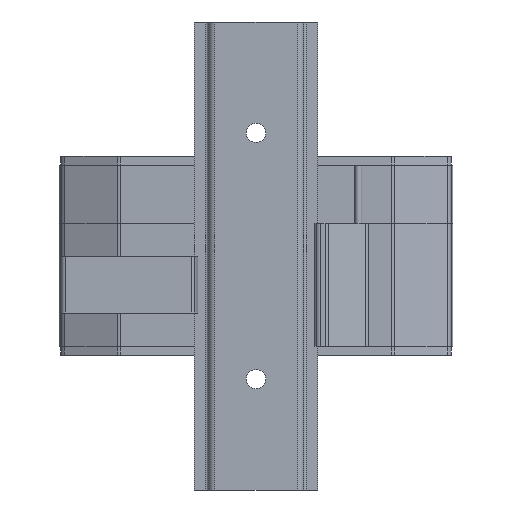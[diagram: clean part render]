
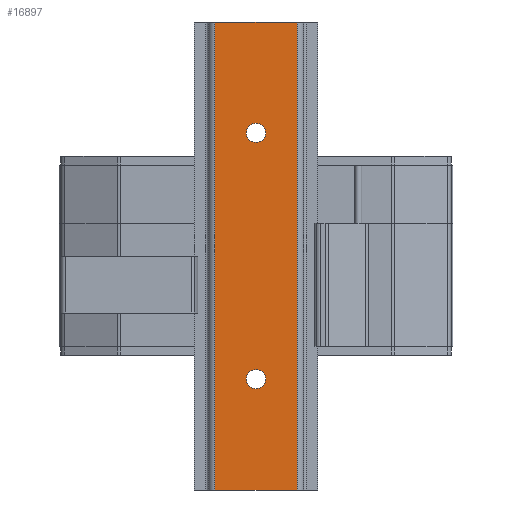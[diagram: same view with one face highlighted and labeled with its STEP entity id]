
A CAD part, front view. The second image highlights one B-rep face of the part: STEP entity #16897.
In plain terms, the highlighted planar face has unit normal (0, -1, 0).
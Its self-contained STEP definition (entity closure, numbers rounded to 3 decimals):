
#298 = AXIS2_PLACEMENT_3D ( 'NONE', #35046, #41590, #22095 ) ;
#1036 = VERTEX_POINT ( 'NONE', #16674 ) ;
#1060 = ORIENTED_EDGE ( 'NONE', *, *, #34720, .T. ) ;
#2718 = EDGE_LOOP ( 'NONE', ( #27341, #32781, #15304, #13674 ) ) ;
#2993 = DIRECTION ( 'NONE',  ( 0., 1., 0. ) ) ;
#3285 = CARTESIAN_POINT ( 'NONE',  ( 11.7, 0., 66.5 ) ) ;
#3602 = VERTEX_POINT ( 'NONE', #32457 ) ;
#4898 = EDGE_CURVE ( 'NONE', #1036, #25331, #18892, .T. ) ;
#5660 = VERTEX_POINT ( 'NONE', #38142 ) ;
#8405 = VECTOR ( 'NONE', #8984, 1000. ) ;
#8984 = DIRECTION ( 'NONE',  ( 1., 0., 0. ) ) ;
#11744 = LINE ( 'NONE', #21487, #36644 ) ;
#11869 = CARTESIAN_POINT ( 'NONE',  ( 0., 0., -32.25 ) ) ;
#12267 = CARTESIAN_POINT ( 'NONE',  ( 0., 0., 35. ) ) ;
#13122 = FACE_OUTER_BOUND ( 'NONE', #2718, .T. ) ;
#13623 = CARTESIAN_POINT ( 'NONE',  ( 11.7, 0., -66.5 ) ) ;
#13674 = ORIENTED_EDGE ( 'NONE', *, *, #4898, .T. ) ;
#14016 = DIRECTION ( 'NONE',  ( 0., 0., -1. ) ) ;
#14533 = CARTESIAN_POINT ( 'NONE',  ( -11.7, 0., -66.5 ) ) ;
#15087 = CARTESIAN_POINT ( 'NONE',  ( 0., 0., -35. ) ) ;
#15304 = ORIENTED_EDGE ( 'NONE', *, *, #23648, .F. ) ;
#15531 = DIRECTION ( 'NONE',  ( 0., 0., 1. ) ) ;
#16476 = AXIS2_PLACEMENT_3D ( 'NONE', #12267, #34983, #15531 ) ;
#16674 = CARTESIAN_POINT ( 'NONE',  ( -11.7, 0., 66.5 ) ) ;
#16676 = DIRECTION ( 'NONE',  ( 0., 1., 0. ) ) ;
#16897 = ADVANCED_FACE ( 'NONE', ( #39053, #38048, #13122 ), #18685, .F. ) ;
#18216 = DIRECTION ( 'NONE',  ( 0., 0., -1. ) ) ;
#18329 = DIRECTION ( 'NONE',  ( 0., 0., 1. ) ) ;
#18342 = VECTOR ( 'NONE', #18216, 1000. ) ;
#18685 = PLANE ( 'NONE',  #298 ) ;
#18717 = CIRCLE ( 'NONE', #29300, 2.75 ) ;
#18892 = LINE ( 'NONE', #20395, #34176 ) ;
#19758 = EDGE_LOOP ( 'NONE', ( #1060, #33179 ) ) ;
#20024 = AXIS2_PLACEMENT_3D ( 'NONE', #36153, #16676, #39415 ) ;
#20395 = CARTESIAN_POINT ( 'NONE',  ( -11.7, 0., 66.5 ) ) ;
#21487 = CARTESIAN_POINT ( 'NONE',  ( 11.7, 0., -66.5 ) ) ;
#22095 = DIRECTION ( 'NONE',  ( 0., 0., 1. ) ) ;
#22441 = CARTESIAN_POINT ( 'NONE',  ( 0., 0., -35. ) ) ;
#23648 = EDGE_CURVE ( 'NONE', #1036, #32147, #33305, .T. ) ;
#23929 = VERTEX_POINT ( 'NONE', #34094 ) ;
#25046 = AXIS2_PLACEMENT_3D ( 'NONE', #22441, #2993, #25722 ) ;
#25331 = VERTEX_POINT ( 'NONE', #14533 ) ;
#25722 = DIRECTION ( 'NONE',  ( 0., 0., 1. ) ) ;
#26291 = CARTESIAN_POINT ( 'NONE',  ( 11.7, 0., 66.5 ) ) ;
#27341 = ORIENTED_EDGE ( 'NONE', *, *, #28154, .T. ) ;
#28154 = EDGE_CURVE ( 'NONE', #25331, #29778, #11744, .T. ) ;
#28295 = ORIENTED_EDGE ( 'NONE', *, *, #31546, .T. ) ;
#28622 = ORIENTED_EDGE ( 'NONE', *, *, #38942, .T. ) ;
#29300 = AXIS2_PLACEMENT_3D ( 'NONE', #15087, #37817, #18329 ) ;
#29567 = EDGE_CURVE ( 'NONE', #5660, #36394, #18717, .T. ) ;
#29778 = VERTEX_POINT ( 'NONE', #13623 ) ;
#31190 = CARTESIAN_POINT ( 'NONE',  ( 11.7, 0., 66.5 ) ) ;
#31546 = EDGE_CURVE ( 'NONE', #3602, #23929, #32861, .T. ) ;
#32147 = VERTEX_POINT ( 'NONE', #3285 ) ;
#32457 = CARTESIAN_POINT ( 'NONE',  ( 0., 0., 32.25 ) ) ;
#32781 = ORIENTED_EDGE ( 'NONE', *, *, #38856, .F. ) ;
#32861 = CIRCLE ( 'NONE', #20024, 2.75 ) ;
#33179 = ORIENTED_EDGE ( 'NONE', *, *, #29567, .T. ) ;
#33305 = LINE ( 'NONE', #26291, #8405 ) ;
#34094 = CARTESIAN_POINT ( 'NONE',  ( 0., 0., 37.75 ) ) ;
#34176 = VECTOR ( 'NONE', #14016, 1000. ) ;
#34429 = DIRECTION ( 'NONE',  ( 1., 0., 0. ) ) ;
#34720 = EDGE_CURVE ( 'NONE', #36394, #5660, #41037, .T. ) ;
#34983 = DIRECTION ( 'NONE',  ( 0., 1., 0. ) ) ;
#35046 = CARTESIAN_POINT ( 'NONE',  ( 11.7, 0., 66.5 ) ) ;
#35515 = EDGE_LOOP ( 'NONE', ( #28622, #28295 ) ) ;
#36153 = CARTESIAN_POINT ( 'NONE',  ( 0., 0., 35. ) ) ;
#36394 = VERTEX_POINT ( 'NONE', #11869 ) ;
#36644 = VECTOR ( 'NONE', #34429, 1000. ) ;
#36662 = LINE ( 'NONE', #31190, #18342 ) ;
#37817 = DIRECTION ( 'NONE',  ( 0., 1., 0. ) ) ;
#38048 = FACE_BOUND ( 'NONE', #35515, .T. ) ;
#38142 = CARTESIAN_POINT ( 'NONE',  ( 0., 0., -37.75 ) ) ;
#38856 = EDGE_CURVE ( 'NONE', #32147, #29778, #36662, .T. ) ;
#38942 = EDGE_CURVE ( 'NONE', #23929, #3602, #41254, .T. ) ;
#39053 = FACE_BOUND ( 'NONE', #19758, .T. ) ;
#39415 = DIRECTION ( 'NONE',  ( 0., 0., 1. ) ) ;
#41037 = CIRCLE ( 'NONE', #25046, 2.75 ) ;
#41254 = CIRCLE ( 'NONE', #16476, 2.75 ) ;
#41590 = DIRECTION ( 'NONE',  ( 0., 1., 0. ) ) ;
